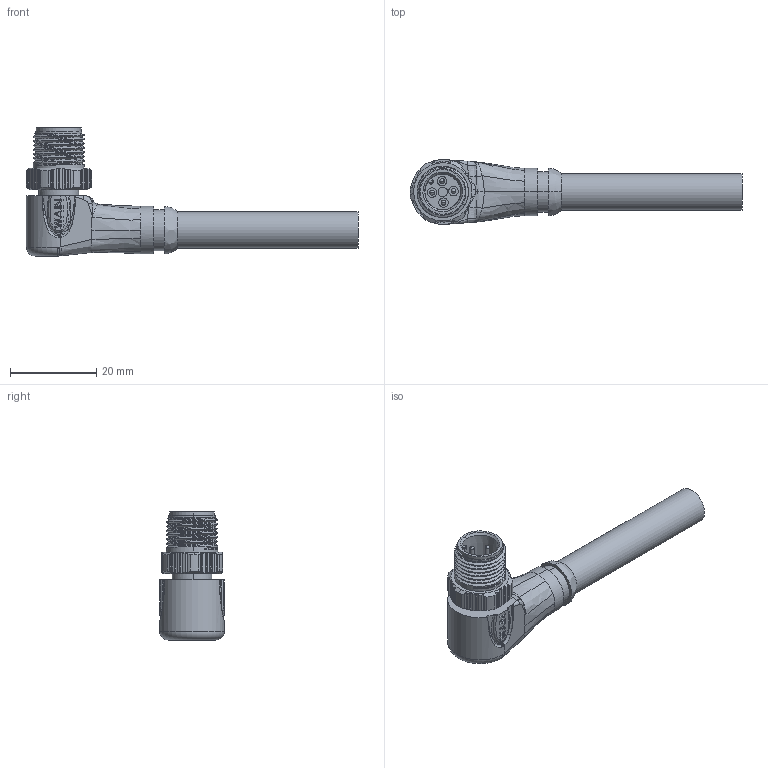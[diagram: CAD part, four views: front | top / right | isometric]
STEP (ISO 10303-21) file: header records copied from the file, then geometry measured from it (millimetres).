
FILE_DESCRIPTION(/* description */ (''),/* implementation_level */ '2;1');
FILE_NAME(/* name */ '弯头.stp',/* time_stamp */ '2024-01-27T12:55:14+08:00',/* author */ (''),/* organization */ (''),/* preprocessor_version */ 'ST-DEVELOPER v18.1',/* originating_system */ 'SIEMENS PLM Software NX 1980',/* authorisation */ '');
FILE_SCHEMA (('AUTOMOTIVE_DESIGN { 1 0 10303 214 3 1 1 1 }'));
Length unit declared in the file: millimetre
Products named in the file (1): 弯头
Bounding box: 77.01 x 15 x 29.7 mm (x, y, z)
Volume: 8416.2 mm3; surface area: 4920.7 mm2
Topology: 1 solids, 1 shells, 445 faces, 1216 edges, 783 vertices
Faces by surface type: plane 203, cylinder 146, bspline 48, cone 23, torus 12, sphere 10, extrusion 3
Full cylindrical faces by diameter (mm): 8.5 x1
Entity records: 20722 total; most frequent: CARTESIAN_POINT 10646, ORIENTED_EDGE 2404, DIRECTION 1628, EDGE_CURVE 1202, VERTEX_POINT 782, AXIS2_PLACEMENT_3D 591, B_SPLINE_CURVE_WITH_KNOTS 555, EDGE_LOOP 470
